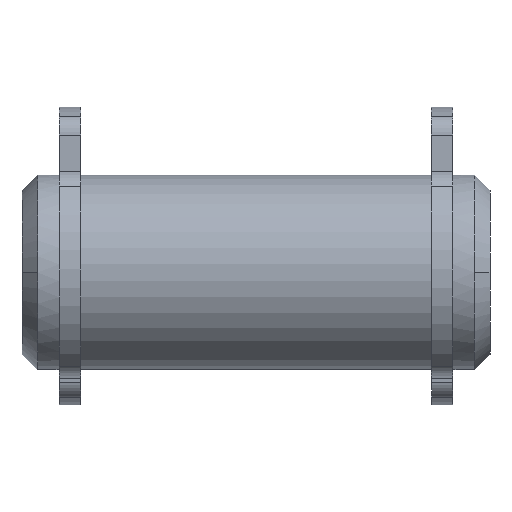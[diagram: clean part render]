
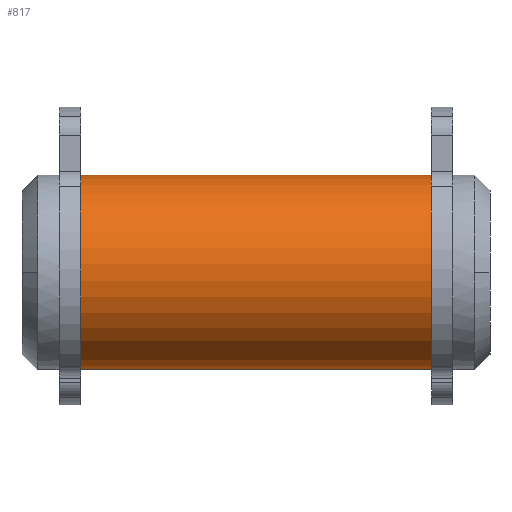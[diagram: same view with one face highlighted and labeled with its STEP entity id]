
A CAD part, front view. The second image highlights one B-rep face of the part: STEP entity #817.
In plain terms, the highlighted cylindrical face has radius 5 mm (diameter 10 mm), a partial arc.
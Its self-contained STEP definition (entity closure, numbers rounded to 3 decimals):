
#495=EDGE_CURVE('',#709,#795,#1270,.T.);
#515=EDGE_CURVE('',#999,#795,#1291,.T.);
#549=VERTEX_POINT('',#1330);
#635=EDGE_CURVE('',#709,#857,#1424,.T.);
#709=VERTEX_POINT('',#1507);
#795=VERTEX_POINT('',#1601);
#817=ADVANCED_FACE('',(#1623),#1624,.T.);
#839=EDGE_CURVE('',#947,#549,#1650,.T.);
#857=VERTEX_POINT('',#1669);
#877=EDGE_CURVE('',#947,#999,#1690,.T.);
#917=EDGE_CURVE('',#857,#549,#1736,.T.);
#947=VERTEX_POINT('',#1768);
#999=VERTEX_POINT('',#1826);
#1270=LINE('',#2143,#2144);
#1291=CIRCLE('',#2173,5.0);
#1330=CARTESIAN_POINT('',(9.0,0.55,4.97));
#1424=CIRCLE('',#2338,5.0);
#1507=CARTESIAN_POINT('',(9.0,-0.55,-4.97));
#1601=CARTESIAN_POINT('',(-9.0,-0.55,-4.97));
#1623=FACE_OUTER_BOUND('',#2603,.T.);
#1624=CYLINDRICAL_SURFACE('',#2604,5.);
#1650=LINE('',#2640,#2641);
#1669=CARTESIAN_POINT('',(9.0,-0.55,4.97));
#1690=CIRCLE('',#2696,5.);
#1736=CIRCLE('',#2760,5.);
#1768=CARTESIAN_POINT('',(-9.0,0.55,4.97));
#1826=CARTESIAN_POINT('',(-9.0,-0.55,4.97));
#2143=CARTESIAN_POINT('',(0.,-0.55,-4.97));
#2144=VECTOR('',#3214,1.0);
#2173=AXIS2_PLACEMENT_3D('',#3241,#3242,#3243);
#2338=AXIS2_PLACEMENT_3D('',#3393,#3394,#3395);
#2603=EDGE_LOOP('',(#3631,#3632,#3633,#3634,#3635,#3636));
#2604=AXIS2_PLACEMENT_3D('',#3637,#3638,#3639);
#2640=CARTESIAN_POINT('',(0.,0.55,4.97));
#2641=VECTOR('',#3689,1.0);
#2696=AXIS2_PLACEMENT_3D('',#3718,#3719,#3720);
#2760=AXIS2_PLACEMENT_3D('',#3788,#3789,#3790);
#3214=DIRECTION('',(-1.0,0.,0.));
#3241=CARTESIAN_POINT('',(-9.0,0.,0.));
#3242=DIRECTION('',(1.0,0.,0.));
#3243=DIRECTION('',(0.,1.0,0.0));
#3393=CARTESIAN_POINT('',(9.0,0.,0.));
#3394=DIRECTION('',(-1.0,0.,0.));
#3395=DIRECTION('',(0.,1.0,0.0));
#3631=ORIENTED_EDGE('',*,*,#839,.F.);
#3632=ORIENTED_EDGE('',*,*,#877,.T.);
#3633=ORIENTED_EDGE('',*,*,#515,.T.);
#3634=ORIENTED_EDGE('',*,*,#495,.F.);
#3635=ORIENTED_EDGE('',*,*,#635,.T.);
#3636=ORIENTED_EDGE('',*,*,#917,.T.);
#3637=CARTESIAN_POINT('',(0.,0.,0.));
#3638=DIRECTION('',(-1.0,0.,0.));
#3639=DIRECTION('',(0.,0.11,0.994));
#3689=DIRECTION('',(1.0,0.,0.));
#3718=CARTESIAN_POINT('',(-9.,0.,0.));
#3719=DIRECTION('',(1.0,0.0,-0.0));
#3720=DIRECTION('',(0.0,0.11,0.994));
#3788=CARTESIAN_POINT('',(9.,0.,0.));
#3789=DIRECTION('',(-1.0,0.0,0.0));
#3790=DIRECTION('',(0.0,0.11,0.994));
